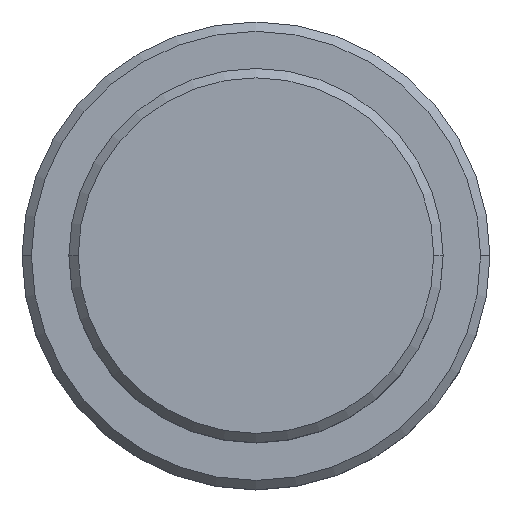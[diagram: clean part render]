
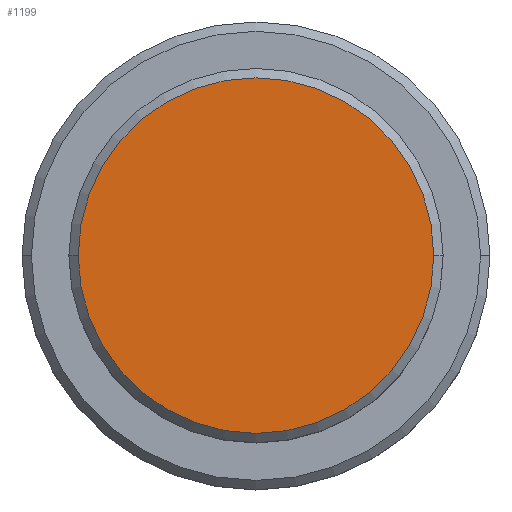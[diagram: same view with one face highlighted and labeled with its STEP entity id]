
A CAD part, top view. The second image highlights one B-rep face of the part: STEP entity #1199.
In plain terms, the highlighted planar face has unit normal (0, 0, 1).
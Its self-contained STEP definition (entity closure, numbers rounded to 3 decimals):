
#5 = DIRECTION ( 'NONE',  ( 0., 0., 1. ) ) ;
#8 = VERTEX_POINT ( 'NONE', #1001 ) ;
#95 = CARTESIAN_POINT ( 'NONE',  ( -9.5, 0., 0. ) ) ;
#262 = CARTESIAN_POINT ( 'NONE',  ( 0., 0., 0. ) ) ;
#282 = AXIS2_PLACEMENT_3D ( 'NONE', #826, #1002, #887 ) ;
#334 = EDGE_LOOP ( 'NONE', ( #1286, #1416 ) ) ;
#389 = PLANE ( 'NONE',  #282 ) ;
#395 = EDGE_CURVE ( 'NONE', #740, #8, #1323, .T. ) ;
#436 = CIRCLE ( 'NONE', #709, 9.5 ) ;
#709 = AXIS2_PLACEMENT_3D ( 'NONE', #262, #811, #803 ) ;
#740 = VERTEX_POINT ( 'NONE', #95 ) ;
#767 = DIRECTION ( 'NONE',  ( 1., 0., 0. ) ) ;
#773 = CARTESIAN_POINT ( 'NONE',  ( 0., 0., 0. ) ) ;
#803 = DIRECTION ( 'NONE',  ( 1., 0., 0. ) ) ;
#811 = DIRECTION ( 'NONE',  ( 0., 0., 1. ) ) ;
#826 = CARTESIAN_POINT ( 'NONE',  ( 0., 0., 0. ) ) ;
#887 = DIRECTION ( 'NONE',  ( 1., 0., 0. ) ) ;
#922 = EDGE_CURVE ( 'NONE', #8, #740, #436, .T. ) ;
#955 = AXIS2_PLACEMENT_3D ( 'NONE', #773, #5, #767 ) ;
#1001 = CARTESIAN_POINT ( 'NONE',  ( 9.5, 0., 0. ) ) ;
#1002 = DIRECTION ( 'NONE',  ( 0., 0., 1. ) ) ;
#1084 = FACE_OUTER_BOUND ( 'NONE', #334, .T. ) ;
#1199 = ADVANCED_FACE ( 'NONE', ( #1084 ), #389, .T. ) ;
#1286 = ORIENTED_EDGE ( 'NONE', *, *, #395, .T. ) ;
#1323 = CIRCLE ( 'NONE', #955, 9.5 ) ;
#1416 = ORIENTED_EDGE ( 'NONE', *, *, #922, .T. ) ;
